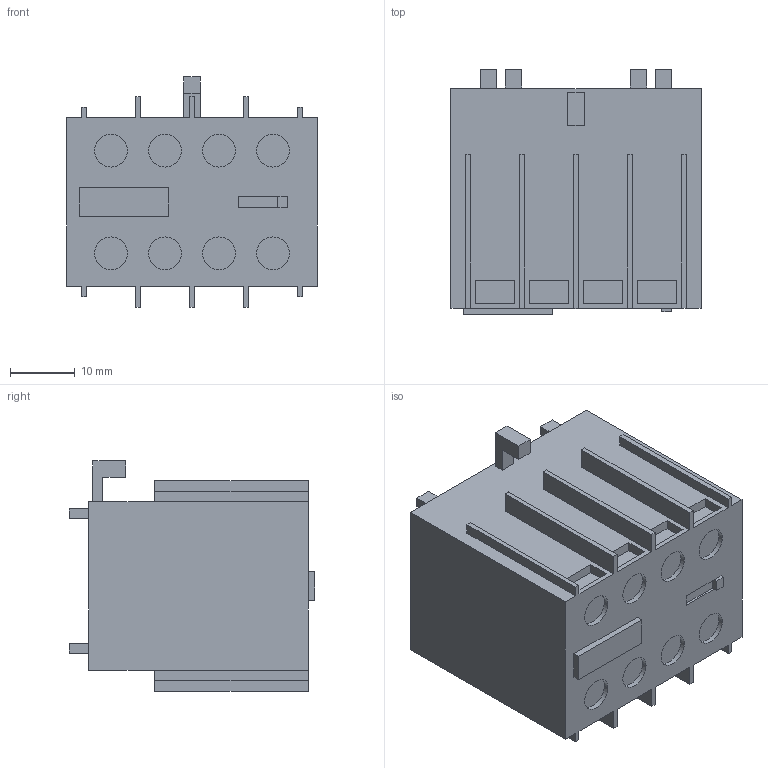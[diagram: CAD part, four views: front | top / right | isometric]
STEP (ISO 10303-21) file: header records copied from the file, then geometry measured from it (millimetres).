
FILE_DESCRIPTION(('starvars output'),'2;1');
FILE_NAME('LA1KN22_3D.stp','08:11:33 2020/04/02',( 'Thomas Industrial Network Germany GmbH'),( 'Thomas Industrial Network Germany GmbH'),'unknown preprocess','ACIS' ,'unknown authorization');
FILE_SCHEMA(('AUTOMOTIVE_DESIGN_CC2 {UNKNOWN IMPLEMENTATION LEVEL}'));
Length unit declared in the file: millimetre
Products named in the file (1): PRODUCT_ID_121
Bounding box: 38.79 x 38.05 x 35.69 mm (x, y, z)
Volume: 34638.3 mm3; surface area: 8279.2 mm2
Topology: 1 solids, 1 shells, 151 faces, 376 edges, 250 vertices
Faces by surface type: plane 135, cylinder 16
Entity records: 5455 total; most frequent: ORIENTED_EDGE 752, CARTESIAN_POINT 721, DIRECTION 616, EDGE_CURVE 376, VECTOR 326, LINE 326, VERTEX_POINT 250, EDGE_LOOP 174
